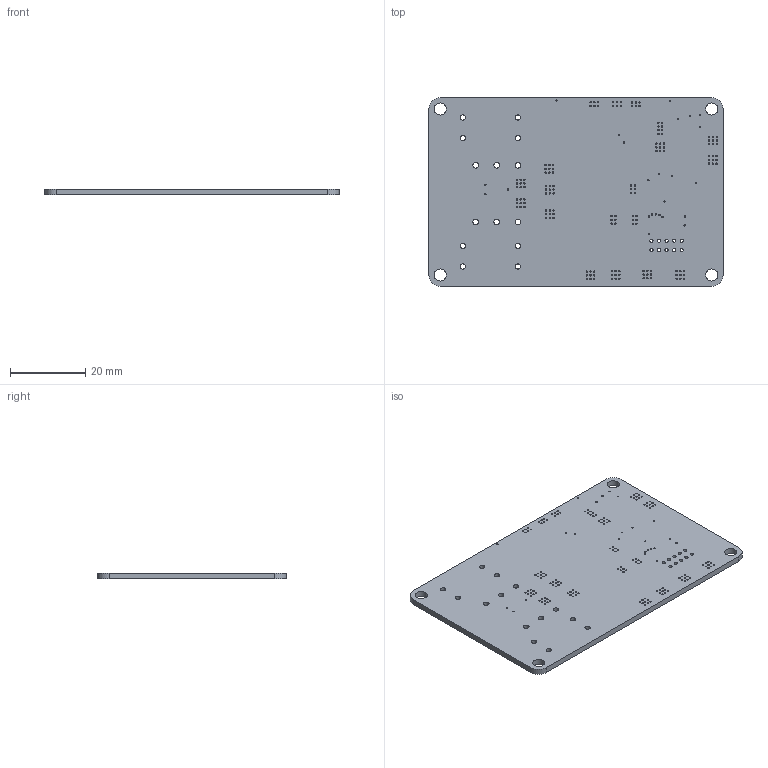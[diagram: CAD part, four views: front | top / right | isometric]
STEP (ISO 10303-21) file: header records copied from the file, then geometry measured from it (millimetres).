
FILE_DESCRIPTION(/* description */ (''),/* implementation_level */ '2;1');
FILE_NAME(/* name */ 'Board_ipt_aa017237.STEP',/* time_stamp */ '2021-11-25T09:42:39-03:00',/* author */ ('jg_ma'),/* organization */ (''),/* preprocessor_version */ 'ST-DEVELOPER v18.1',/* originating_system */ 'Autodesk Inventor 2020',/* authorisation */ '');
FILE_SCHEMA (('AUTOMOTIVE_DESIGN { 1 0 10303 214 3 1 1 }'));
Length unit declared in the file: millimetre
Products named in the file (1): Board
Bounding box: 78 x 50 x 1.57 mm (x, y, z)
Volume: 5988.9 mm3; surface area: 8531.5 mm2
Topology: 1 solids, 1 shells, 214 faces, 636 edges, 424 vertices
Faces by surface type: cylinder 208, plane 6
Full cylindrical faces by diameter (mm): 0.35 x176, 0.85 x10, 1.4 x8, 1.499 x6, 3.2 x4
Entity records: 8534 total; most frequent: DIRECTION 1482, CARTESIAN_POINT 1275, ORIENTED_EDGE 1272, EDGE_CURVE 636, AXIS2_PLACEMENT_3D 631, EDGE_LOOP 622, VERTEX_POINT 424, CIRCLE 416
